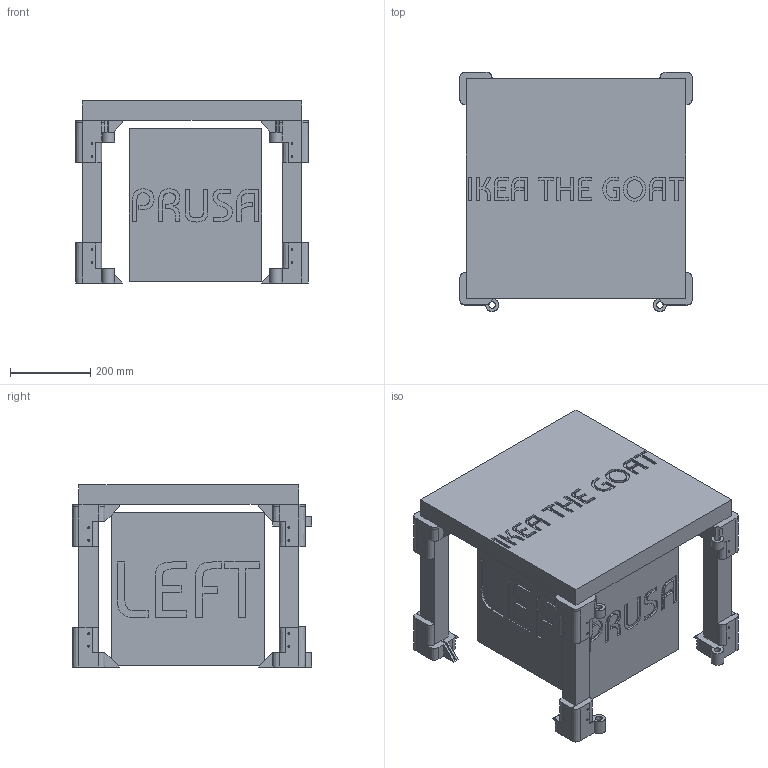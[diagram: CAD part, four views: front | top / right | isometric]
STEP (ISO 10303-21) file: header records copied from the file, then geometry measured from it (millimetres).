
FILE_DESCRIPTION(/* description */ ('STEP AP242','CAx-IF Rec.Pracs.---Representation and Presentation of Product Manufacturing Information (PMI)---4.0---2014-10-13','CAx-IF Rec.Pracs.---3D Tessellated Geometry---0.4---2014-09-14','2;1'),/* implementation_level */ '2;1');
FILE_NAME(/* name */ '6674639cb40e4b1d6e4f911a',/* time_stamp */ '2024-06-20T17:15:09Z',/* author */ (''),/* organization */ (''),/* preprocessor_version */ 'ST-DEVELOPER v20',/* originating_system */ ' ',/* authorisation */ ' ');
FILE_SCHEMA (('AP242_MANAGED_MODEL_BASED_3D_ENGINEERING_MIM_LF { 1 0 10303 442 1 1 4 }'));
Length unit declared in the file: metre
Products named in the file (11): Assembly; Upper Leg 2; Hinge Leg; Prusa Footprint; LACK Table; Upper Hinge Leg; Upper Leg; Hinge Leg 2; Upper Hinge Leg 2; Leg
Assembly tree (10 placements, depth 2):
  Assembly
    Upper Leg 2
    Hinge Leg
    Prusa Footprint
    LACK Table
    Upper Hinge Leg
    Upper Leg
    Hinge Leg 2
    Upper Hinge Leg 2
    Leg
    Leg
Bounding box: 581.27 x 597.27 x 454.85 mm (x, y, z)
Volume: 68318052.4 mm3; surface area: 2329067.8 mm2
Topology: 10 solids, 10 shells, 1055 faces, 2955 edges, 1956 vertices
Faces by surface type: plane 604, bspline 411, cylinder 40
Full cylindrical faces by diameter (mm): 4.5 x32, 16.5 x4
Entity records: 35264 total; most frequent: CARTESIAN_POINT 11019, ORIENTED_EDGE 5770, DIRECTION 3384, EDGE_CURVE 2885, VERTEX_POINT 1922, LINE 1910, VECTOR 1910, EDGE_LOOP 1207
